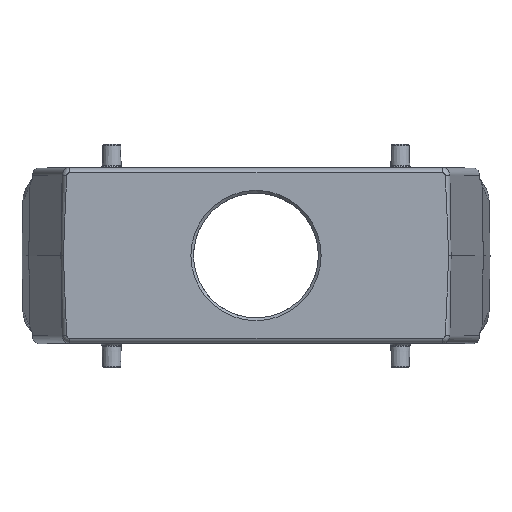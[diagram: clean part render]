
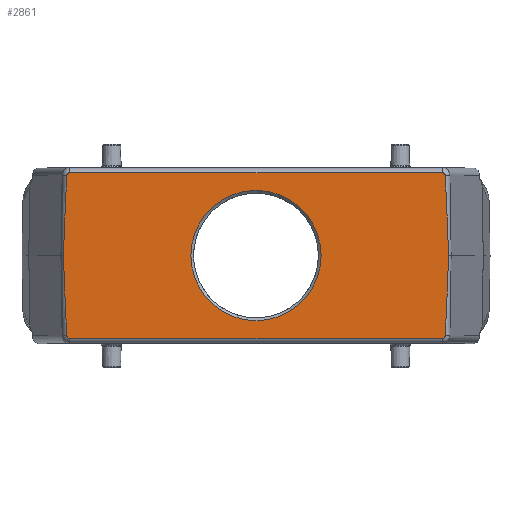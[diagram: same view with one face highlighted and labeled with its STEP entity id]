
A CAD part, top view. The second image highlights one B-rep face of the part: STEP entity #2861.
In plain terms, the highlighted planar face has unit normal (0, 0, 1).
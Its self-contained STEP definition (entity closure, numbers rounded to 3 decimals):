
#2861=ADVANCED_FACE('',(#3597,#3598),#3138,.T.);
#3138=PLANE('',#16218);
#3144=CIRCLE('',#15312,0.74);
#3149=CIRCLE('',#15324,0.74);
#3153=CIRCLE('',#15329,0.74);
#3157=CIRCLE('',#15340,0.74);
#3477=CIRCLE('',#16217,16.7);
#3597=FACE_BOUND('',#4335,.T.);
#3598=FACE_BOUND('',#4336,.T.);
#4335=EDGE_LOOP('',(#7568));
#4336=EDGE_LOOP('',(#7569,#7570,#7571,#7572,#7573,#7574,#7575,#7576,#7577,
#7578));
#4374=ELLIPSE('',#15317,114.609,2.);
#4375=ELLIPSE('',#15322,114.609,2.);
#4376=ELLIPSE('',#15332,114.609,2.);
#4378=ELLIPSE('',#15337,114.609,2.);
#7568=ORIENTED_EDGE('',*,*,#10160,.F.);
#7569=ORIENTED_EDGE('',*,*,#8651,.F.);
#7570=ORIENTED_EDGE('',*,*,#8657,.F.);
#7571=ORIENTED_EDGE('',*,*,#8663,.F.);
#7572=ORIENTED_EDGE('',*,*,#8669,.F.);
#7573=ORIENTED_EDGE('',*,*,#8674,.F.);
#7574=ORIENTED_EDGE('',*,*,#8671,.F.);
#7575=ORIENTED_EDGE('',*,*,#8665,.F.);
#7576=ORIENTED_EDGE('',*,*,#8659,.F.);
#7577=ORIENTED_EDGE('',*,*,#8653,.F.);
#7578=ORIENTED_EDGE('',*,*,#8647,.F.);
#7654=VERTEX_POINT('',#20841);
#7655=VERTEX_POINT('',#20843);
#7657=VERTEX_POINT('',#20849);
#7659=VERTEX_POINT('',#20855);
#7661=VERTEX_POINT('',#20861);
#7663=VERTEX_POINT('',#20867);
#7666=VERTEX_POINT('',#20874);
#7667=VERTEX_POINT('',#20879);
#7669=VERTEX_POINT('',#20885);
#7671=VERTEX_POINT('',#20891);
#8585=VERTEX_POINT('',#30705);
#8647=EDGE_CURVE('',#7654,#7655,#3144,.T.);
#8651=EDGE_CURVE('',#7657,#7654,#4374,.T.);
#8653=EDGE_CURVE('',#7655,#7659,#12351,.T.);
#8657=EDGE_CURVE('',#7661,#7657,#4375,.T.);
#8659=EDGE_CURVE('',#7659,#7663,#3149,.T.);
#8663=EDGE_CURVE('',#7666,#7661,#3153,.T.);
#8665=EDGE_CURVE('',#7663,#7667,#4376,.T.);
#8669=EDGE_CURVE('',#7669,#7666,#12355,.T.);
#8671=EDGE_CURVE('',#7667,#7671,#4378,.T.);
#8674=EDGE_CURVE('',#7671,#7669,#3157,.T.);
#10160=EDGE_CURVE('',#8585,#8585,#3477,.T.);
#12351=LINE('',#20854,#13255);
#12355=LINE('',#20887,#13259);
#13255=VECTOR('',#16506,1.);
#13259=VECTOR('',#16544,1.);
#15312=AXIS2_PLACEMENT_3D('',#20842,#16491,#16492);
#15317=AXIS2_PLACEMENT_3D('',#20851,#16501,#16502);
#15322=AXIS2_PLACEMENT_3D('',#20863,#16514,#16515);
#15324=AXIS2_PLACEMENT_3D('',#20866,#16519,#16520);
#15329=AXIS2_PLACEMENT_3D('',#20875,#16529,#16530);
#15332=AXIS2_PLACEMENT_3D('',#20878,#16535,#16536);
#15337=AXIS2_PLACEMENT_3D('',#20890,#16548,#16549);
#15340=AXIS2_PLACEMENT_3D('',#20896,#16555,#16556);
#16217=AXIS2_PLACEMENT_3D('',#30704,#19014,#19015);
#16218=AXIS2_PLACEMENT_3D('',#30706,#19016,#19017);
#16491=DIRECTION('',(0.,0.,-1.));
#16492=DIRECTION('',(1.,0.,0.));
#16501=DIRECTION('',(0.,0.,-1.));
#16502=DIRECTION('',(-0.014,-1.,0.));
#16506=DIRECTION('',(1.,0.,0.));
#16514=DIRECTION('',(0.,0.,-1.));
#16515=DIRECTION('',(0.014,-1.,0.));
#16519=DIRECTION('',(0.,0.,-1.));
#16520=DIRECTION('',(1.,0.,0.));
#16529=DIRECTION('',(0.,0.,-1.));
#16530=DIRECTION('',(1.,0.,0.));
#16535=DIRECTION('',(0.,0.,-1.));
#16536=DIRECTION('',(0.014,-1.,0.));
#16544=DIRECTION('',(-1.,0.,0.));
#16548=DIRECTION('',(0.,0.,-1.));
#16549=DIRECTION('',(-0.014,-1.,0.));
#16555=DIRECTION('',(0.,0.,-1.));
#16556=DIRECTION('',(1.,0.,0.));
#19014=DIRECTION('',(0.,0.,1.));
#19015=DIRECTION('',(1.,0.,0.));
#19016=DIRECTION('',(0.,0.,1.));
#19017=DIRECTION('',(1.,0.,0.));
#20841=CARTESIAN_POINT('',(-48.492,20.543,66.35));
#20842=CARTESIAN_POINT('',(-47.753,20.5,66.35));
#20843=CARTESIAN_POINT('',(-47.753,21.24,66.35));
#20849=CARTESIAN_POINT('',(-49.372,0.,66.35));
#20851=CARTESIAN_POINT('',(-49.285,-85.952,66.35));
#20854=CARTESIAN_POINT('',(-53.287,21.24,66.35));
#20855=CARTESIAN_POINT('',(47.753,21.24,66.35));
#20861=CARTESIAN_POINT('',(-48.492,-20.543,66.35));
#20863=CARTESIAN_POINT('',(-49.285,85.952,66.35));
#20866=CARTESIAN_POINT('',(47.753,20.5,66.35));
#20867=CARTESIAN_POINT('',(48.492,20.543,66.35));
#20874=CARTESIAN_POINT('',(-47.753,-21.24,66.35));
#20875=CARTESIAN_POINT('',(-47.753,-20.5,66.35));
#20878=CARTESIAN_POINT('',(49.285,-85.952,66.35));
#20879=CARTESIAN_POINT('',(49.372,0.,66.35));
#20885=CARTESIAN_POINT('',(47.753,-21.24,66.35));
#20887=CARTESIAN_POINT('',(-49.697,-21.24,66.35));
#20890=CARTESIAN_POINT('',(49.285,85.952,66.35));
#20891=CARTESIAN_POINT('',(48.492,-20.543,66.35));
#20896=CARTESIAN_POINT('',(47.753,-20.5,66.35));
#30704=CARTESIAN_POINT('',(0.,0.,66.35));
#30705=CARTESIAN_POINT('',(16.7,0.,66.35));
#30706=CARTESIAN_POINT('',(-55.,-23.,66.35));
